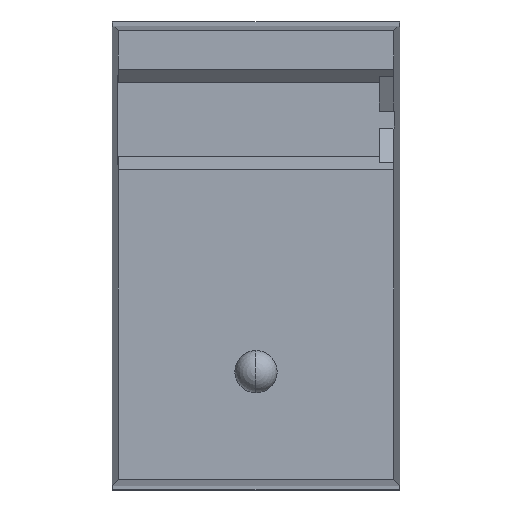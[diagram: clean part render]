
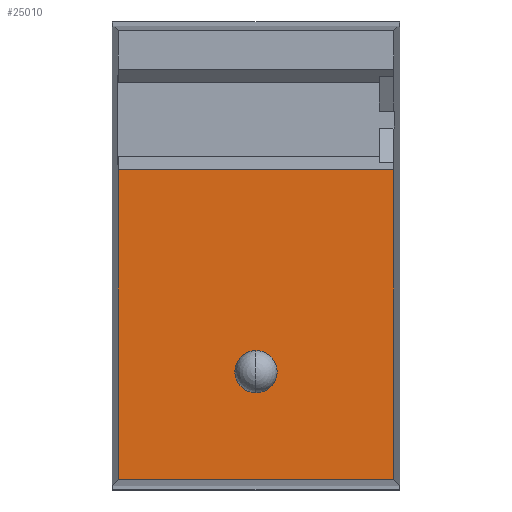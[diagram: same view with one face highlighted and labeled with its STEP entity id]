
A CAD part, top view. The second image highlights one B-rep face of the part: STEP entity #25010.
In plain terms, the highlighted face is planar.
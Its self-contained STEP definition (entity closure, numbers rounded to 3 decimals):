
#2300=CARTESIAN_POINT('',(-13.302,33.765,13.796));
#2310=VERTEX_POINT('',#2300);
#2640=CARTESIAN_POINT('',(-13.302,33.765,-5.746));
#2650=VERTEX_POINT('',#2640);
#2680=CARTESIAN_POINT('',(-13.302,33.765,7.1));
#2690=DIRECTION('',(0.,0.,1.));
#2700=VECTOR('',#2690,1.);
#2710=LINE('',#2680,#2700);
#2720=EDGE_CURVE('',#2650,#2310,#2710,.T.);
#4620=CARTESIAN_POINT('',(-23.572,33.765,7.125));
#4630=DIRECTION('',(-0.,-1.,-0.));
#4640=DIRECTION('',(-1.,0.,0.));
#4650=AXIS2_PLACEMENT_3D('',#4620,#4630,#4640);
#4660=PLANE('',#4650);
#23690=CARTESIAN_POINT('',(-23.524,33.765,13.796));
#23700=DIRECTION('',(1.,0.,0.));
#23710=VECTOR('',#23700,1.);
#23720=LINE('',#23690,#23710);
#23730=CARTESIAN_POINT('',(8.647,33.765,13.796));
#23740=VERTEX_POINT('',#23730);
#23750=EDGE_CURVE('',#2310,#23740,#23720,.T.);
#24680=ORIENTED_EDGE('',*,*,#23750,.T.);
#24690=ORIENTED_EDGE('',*,*,#2720,.T.);
#24700=CARTESIAN_POINT('',(-23.524,33.765,-5.746));
#24710=DIRECTION('',(1.,0.,0.));
#24720=VECTOR('',#24710,1.);
#24730=LINE('',#24700,#24720);
#24740=CARTESIAN_POINT('',(8.647,33.765,-5.746));
#24750=VERTEX_POINT('',#24740);
#24760=EDGE_CURVE('',#2650,#24750,#24730,.T.);
#24770=ORIENTED_EDGE('',*,*,#24760,.F.);
#24780=CARTESIAN_POINT('',(8.647,33.765,7.1));
#24790=DIRECTION('',(0.,0.,1.));
#24800=VECTOR('',#24790,1.);
#24810=LINE('',#24780,#24800);
#24820=EDGE_CURVE('',#24750,#23740,#24810,.T.);
#24830=ORIENTED_EDGE('',*,*,#24820,.F.);
#24840=EDGE_LOOP('',(#24830,#24770,#24690,#24680));
#24850=FACE_OUTER_BOUND('',#24840,.T.);
#24860=CARTESIAN_POINT('',(1.026,33.765,4.025));
#24870=DIRECTION('',(0.,1.,0.));
#24880=DIRECTION('',(1.,0.,0.));
#24890=AXIS2_PLACEMENT_3D('',#24860,#24870,#24880);
#24900=CIRCLE('',#24890,1.5);
#24910=CARTESIAN_POINT('',(2.526,33.765,4.025));
#24920=VERTEX_POINT('',#24910);
#24930=CARTESIAN_POINT('',(-0.474,33.765,4.025))
;
#24940=VERTEX_POINT('',#24930);
#24950=EDGE_CURVE('',#24920,#24940,#24900,.T.);
#24960=ORIENTED_EDGE('',*,*,#24950,.F.);
#24970=EDGE_CURVE('',#24940,#24920,#24900,.T.);
#24980=ORIENTED_EDGE('',*,*,#24970,.F.);
#24990=EDGE_LOOP('',(#24980,#24960));
#25000=FACE_BOUND('',#24990,.T.);
#25010=ADVANCED_FACE('',(#24850,#25000),#4660,.F.);
